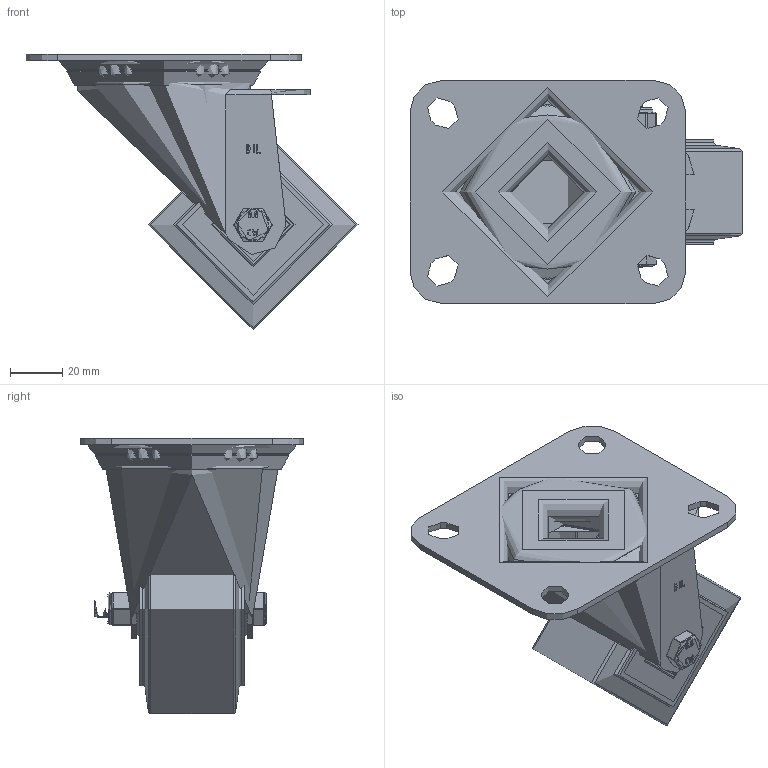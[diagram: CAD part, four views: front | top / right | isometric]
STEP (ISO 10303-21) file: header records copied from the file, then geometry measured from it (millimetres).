
FILE_DESCRIPTION(/* description */ (''),/* implementation_level */ '2;1');
FILE_NAME(/* name */ 'BZMM80ERBJ.step',/* time_stamp */ '2024-08-14T15:59:13+01:00',/* author */ (''),/* organization */ (''),/* preprocessor_version */ 'ST-DEVELOPER v20',/* originating_system */ 'Autodesk Translation Framework v13.14.0.145',/* authorisation */ '');
FILE_SCHEMA (('AUTOMOTIVE_DESIGN { 1 0 10303 214 3 1 1 }'));
Length unit declared in the file: millimetre
Products named in the file (33): BZMM80ERBJ; BZMM80AS - 2 - 42 v1; ZINC PLATED, PRESSED STEEL TOP PLATE 1; ZINC PLATED, PRESSED STEEL TOP PLATE 1 Geometry; BALL BEARINGS; Component1; BEARING SEAL; ZINC PLATED, PRESSED STEEL FORKS; BZH80WERBJM15 v1; 65 SHORE A ELASTIC RUBBER TYRE; ALUMINIUM RIM; BEARING6002; Pattern; BEARING6002 (1); Pattern (1); Component1 (1); METAL; METAL2; MIDDLE; RUBBER; BEARING SPACER; TH15X1X10 v1; ZINC PLATED HEADED SPACER; TH15X1X10 v1 (1); ZINC PLATED HEADED SPACER (1); HEXBOLTM8X60Z8.8 - NEW v2; GRADE 8.8 ZINC PLATED BOLT; NYLONBUSH v1; NYLONBUSH; NYLOCM8Z v1; NYLOC NUT; NUT; RUBBER (1)
Assembly tree (78 placements, depth 5):
  BZMM80ERBJ
    BZMM80AS - 2 - 42 v1
      ZINC PLATED, PRESSED STEEL TOP PLATE 1
        ZINC PLATED, PRESSED STEEL TOP PLATE 1 Geometry
        BALL BEARINGS
          Component1  x24
      BEARING SEAL
      ZINC PLATED, PRESSED STEEL FORKS
    BZH80WERBJM15 v1
      65 SHORE A ELASTIC RUBBER TYRE
      ALUMINIUM RIM
      BEARING6002
        METAL
        METAL2
        Pattern
          Component1 (1)  x9
        MIDDLE
        RUBBER  x2
      BEARING6002 (1)
        Pattern (1)
          Component1 (1)  x9
        METAL
        METAL2
        MIDDLE
        RUBBER  x2
      BEARING SPACER
    TH15X1X10 v1
      ZINC PLATED HEADED SPACER
    TH15X1X10 v1 (1)
      ZINC PLATED HEADED SPACER (1)
    HEXBOLTM8X60Z8.8 - NEW v2
      GRADE 8.8 ZINC PLATED BOLT
    NYLONBUSH v1
      NYLONBUSH
    NYLOCM8Z v1
      NYLOC NUT
        NUT
        RUBBER (1)
Bounding box: 126.5 x 85 x 105 mm (x, y, z)
Volume: 228838.1 mm3; surface area: 107297.9 mm2
Topology: 64 solids, 64 shells, 1150 faces, 2897 edges, 1878 vertices
Faces by surface type: bspline 392, plane 378, cylinder 218, sphere 102, cone 33, torus 27
Full cylindrical faces by diameter (mm): 0.664 x2, 6.446 x9, 7.866 x15, 8 x3, 8.2 x2, 8.6 x2, 10 x1, 10.25 x2, 12 x1, 12.1 x1, 14.75 x2, 15 x3, 19 x3, 20 x6, 20.5 x4, 21.5 x4, 26.8 x4, 27.5 x1, 28 x3, 28.2 x8, 31.5 x1, 32 x4, 48 x2, 53.5 x2, 58.5 x2, 62 x1, 66 x1, 80 x1
Entity records: 25265 total; most frequent: CARTESIAN_POINT 10387, ORIENTED_EDGE 2962, DIRECTION 2729, EDGE_CURVE 1481, AXIS2_PLACEMENT_3D 1066, VERTEX_POINT 952, EDGE_LOOP 720, FACE_OUTER_BOUND 612
